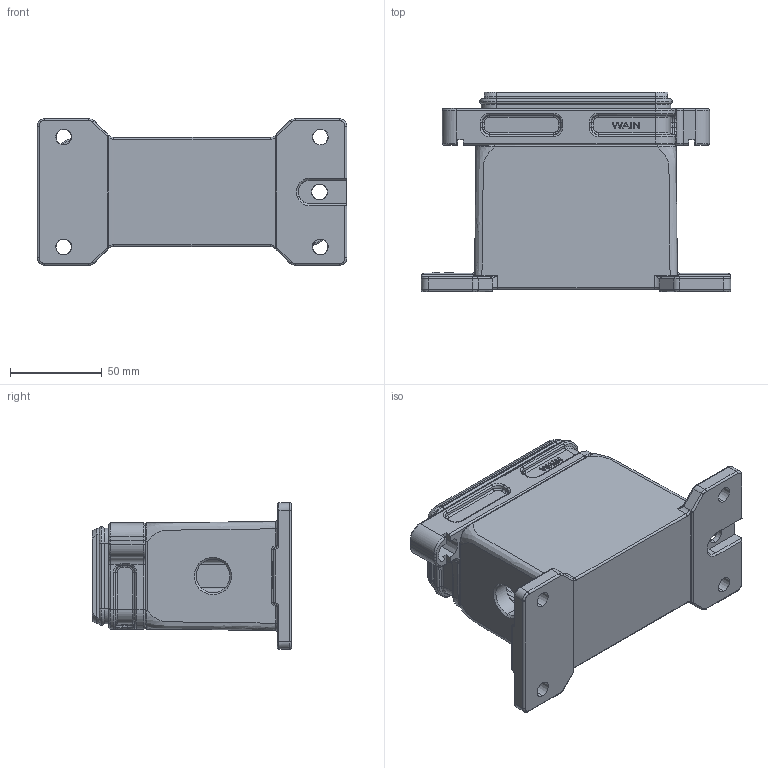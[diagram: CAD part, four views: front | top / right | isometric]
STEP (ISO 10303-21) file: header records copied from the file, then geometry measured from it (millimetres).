
FILE_DESCRIPTION(/* description */ (''),/* implementation_level */ '2;1');
FILE_NAME(/* name */ '3D_1136102205010_HP10B_H-SFH-2H-PG16_V1.1.STP',/* time_stamp */ '2024-01-13T14:31:25+08:00',/* author */ (''),/* organization */ (''),/* preprocessor_version */ 'ST-DEVELOPER v18.1',/* originating_system */ 'SIEMENS PLM Software NX 1980',/* authorisation */ '');
FILE_SCHEMA (('AP203_CONFIGURATION_CONTROLLED_3D_DESIGN_OF_MECHANICAL_PARTS_AND_ASSEMBLIES_MIM_LF { 1 0 10303 403 2 1 2}'));
Length unit declared in the file: millimetre
Products named in the file (1): temp1
Bounding box: 168.96 x 108.9 x 79.96 mm (x, y, z)
Volume: 370971.9 mm3; surface area: 101843.6 mm2
Topology: 17 solids, 26 shells, 1223 faces, 3013 edges, 1848 vertices
Faces by surface type: plane 541, cylinder 317, cone 159, torus 124, bspline 50, extrusion 24, sphere 8
Entity records: 39916 total; most frequent: CARTESIAN_POINT 13051, ORIENTED_EDGE 5994, DIRECTION 4746, EDGE_CURVE 2997, VERTEX_POINT 1848, AXIS2_PLACEMENT_3D 1661, VECTOR 1424, LINE 1400
